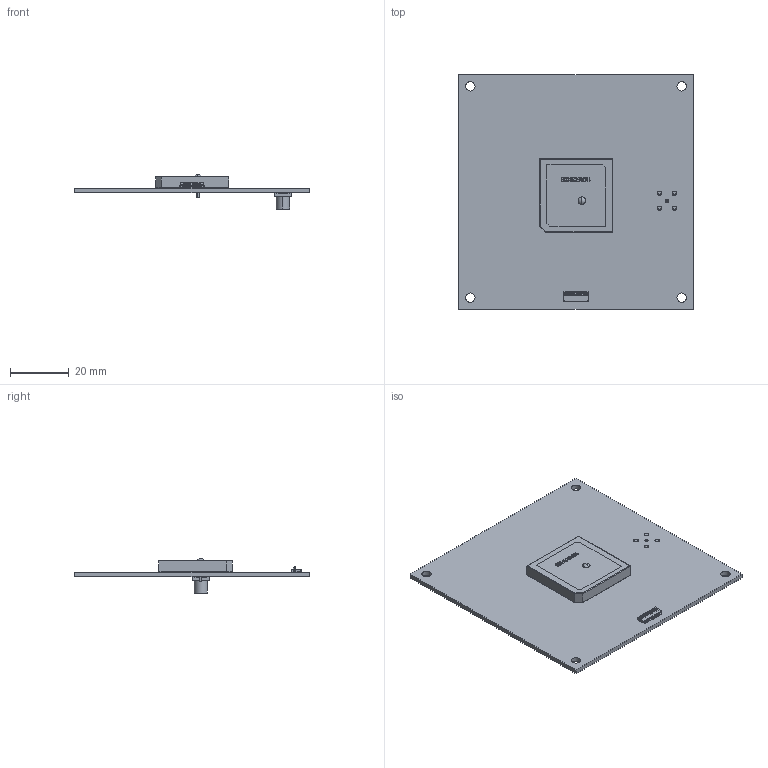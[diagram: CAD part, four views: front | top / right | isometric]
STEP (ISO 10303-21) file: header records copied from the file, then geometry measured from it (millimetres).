
FILE_DESCRIPTION(('FreeCAD Model'),'2;1');
FILE_NAME('z-panel1.step', '2018-02-24T19:32:26',('kicad StepUp'),('ksu MCAD'), 'Open CASCADE STEP processor 6.8','FreeCAD','Unknown');
FILE_SCHEMA(('AUTOMOTIVE_DESIGN_CC2 { 1 2 10303 214 -1 1 5 4 }'));
Length unit declared in the file: millimetre
Products named in the file (4): Pcb; APAE1575R2540BBDB1-T_; 5034801400_sp_; 733660061_
Bounding box: 80 x 80 x 11.91 mm (x, y, z)
Volume: 12766.3 mm3; surface area: 15391.8 mm2
Topology: 4 solids, 4 shells, 912 faces, 2449 edges, 1627 vertices
Faces by surface type: plane 758, cylinder 78, bspline 62, cone 8, torus 4, sphere 2
Full cylindrical faces by diameter (mm): 0.95 x1, 1.17 x1, 1.52 x4, 3.18 x4
Entity records: 32804 total; most frequent: CARTESIAN_POINT 8881, ORIENTED_EDGE 4898, DIRECTION 4161, EDGE_CURVE 2449, LINE 2147, VECTOR 2147, VERTEX_POINT 1627, FACE_BOUND 1044
